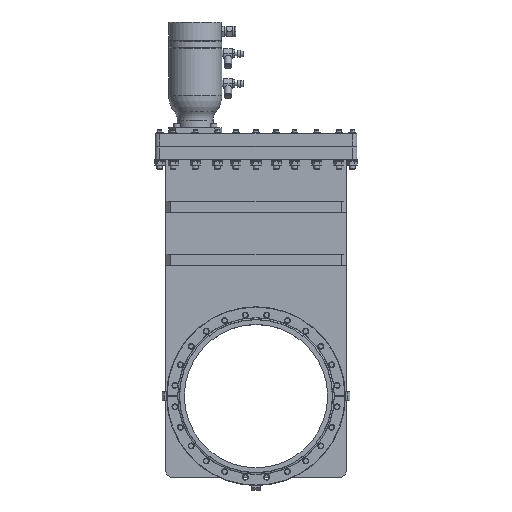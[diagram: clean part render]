
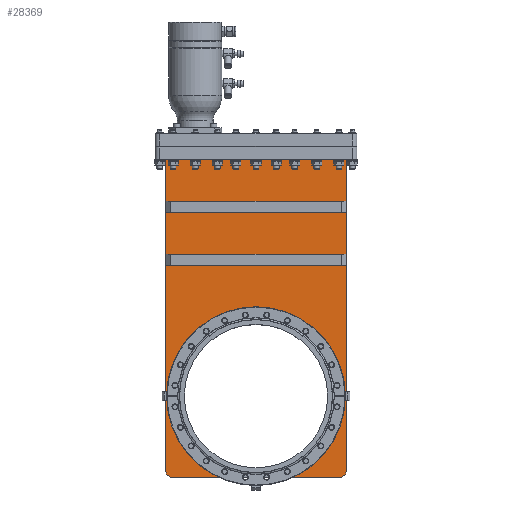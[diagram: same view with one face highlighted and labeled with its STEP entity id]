
A CAD part, top view. The second image highlights one B-rep face of the part: STEP entity #28369.
In plain terms, the highlighted planar face has unit normal (0, 0, 1).
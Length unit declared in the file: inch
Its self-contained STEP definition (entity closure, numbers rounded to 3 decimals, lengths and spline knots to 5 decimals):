
#889=CARTESIAN_POINT('',(4.655,-4.155,0.7025));
#890=DIRECTION('',(0.,0.,1.));
#891=DIRECTION('',(0.,-1.,0.));
#892=AXIS2_PLACEMENT_3D('',#889,#890,#891);
#3338=DIRECTION('',(-1.,0.,0.));
#3339=VECTOR('',#3338,2.64512);
#3340=CARTESIAN_POINT('',(4.655,-4.54,0.7025));
#3341=LINE('',#3340,#3339);
#3342=CARTESIAN_POINT('',(0.,0.,0.7025));
#3343=DIRECTION('',(0.,0.,-1.));
#3344=DIRECTION('',(0.,1.,0.));
#3345=AXIS2_PLACEMENT_3D('',#3342,#3343,#3344);
#3347=CARTESIAN_POINT('',(0.,0.,0.7025));
#3348=DIRECTION('',(0.,0.,1.));
#3349=DIRECTION('',(0.,1.,0.));
#3350=AXIS2_PLACEMENT_3D('',#3347,#3348,#3349);
#3352=DIRECTION('',(-1.,0.,0.));
#3353=VECTOR('',#3352,2.64512);
#3354=CARTESIAN_POINT('',(-2.00988,-4.54,0.7025));
#3355=LINE('',#3354,#3353);
#3356=DIRECTION('',(0.,-1.,0.));
#3357=VECTOR('',#3356,17.34);
#3358=CARTESIAN_POINT('',(-5.04,13.185,0.7025));
#3359=LINE('',#3358,#3357);
#3360=DIRECTION('',(1.,0.,0.));
#3361=VECTOR('',#3360,10.08);
#3362=CARTESIAN_POINT('',(-5.04,13.185,0.7025));
#3363=LINE('',#3362,#3361);
#3364=DIRECTION('',(0.,1.,0.));
#3365=VECTOR('',#3364,17.34);
#3366=CARTESIAN_POINT('',(5.04,-4.155,0.7025));
#3367=LINE('',#3366,#3365);
#3368=DIRECTION('',(1.,0.,0.));
#3369=VECTOR('',#3368,10.04);
#3370=CARTESIAN_POINT('',(-5.02,7.305,0.7025));
#3371=LINE('',#3370,#3369);
#3372=DIRECTION('',(0.,1.,0.));
#3373=VECTOR('',#3372,0.625);
#3374=CARTESIAN_POINT('',(5.02,7.305,0.7025));
#3375=LINE('',#3374,#3373);
#3376=DIRECTION('',(1.,0.,0.));
#3377=VECTOR('',#3376,10.04);
#3378=CARTESIAN_POINT('',(-5.02,7.93,0.7025));
#3379=LINE('',#3378,#3377);
#3380=DIRECTION('',(0.,-1.,0.));
#3381=VECTOR('',#3380,0.625);
#3382=CARTESIAN_POINT('',(-5.02,7.93,0.7025));
#3383=LINE('',#3382,#3381);
#3384=DIRECTION('',(1.,0.,0.));
#3385=VECTOR('',#3384,10.04);
#3386=CARTESIAN_POINT('',(-5.02,10.25,0.7025));
#3387=LINE('',#3386,#3385);
#3388=DIRECTION('',(0.,1.,0.));
#3389=VECTOR('',#3388,0.625);
#3390=CARTESIAN_POINT('',(5.02,10.25,0.7025));
#3391=LINE('',#3390,#3389);
#3392=DIRECTION('',(1.,0.,0.));
#3393=VECTOR('',#3392,10.04);
#3394=CARTESIAN_POINT('',(-5.02,10.875,0.7025));
#3395=LINE('',#3394,#3393);
#3396=DIRECTION('',(0.,-1.,0.));
#3397=VECTOR('',#3396,0.625);
#3398=CARTESIAN_POINT('',(-5.02,10.875,0.7025));
#3399=LINE('',#3398,#3397);
#3427=CARTESIAN_POINT('',(-4.655,-4.155,0.7025));
#3428=DIRECTION('',(0.,0.,1.));
#3429=DIRECTION('',(-1.,0.,0.));
#3430=AXIS2_PLACEMENT_3D('',#3427,#3428,#3429);
#19483=CARTESIAN_POINT('',(-5.04,13.185,0.7025));
#19484=CARTESIAN_POINT('',(5.04,13.185,0.7025));
#19485=VERTEX_POINT('',#19483);
#19486=VERTEX_POINT('',#19484);
#19503=CARTESIAN_POINT('',(4.655,-4.54,0.7025));
#19504=CARTESIAN_POINT('',(5.04,-4.155,0.7025));
#19505=VERTEX_POINT('',#19503);
#19506=VERTEX_POINT('',#19504);
#19511=CARTESIAN_POINT('',(-5.04,-4.155,0.7025));
#19512=CARTESIAN_POINT('',(-4.655,-4.54,0.7025));
#19513=VERTEX_POINT('',#19511);
#19514=VERTEX_POINT('',#19512);
#20621=CARTESIAN_POINT('',(2.00988,-4.54,0.7025));
#20623=VERTEX_POINT('',#20621);
#20625=CARTESIAN_POINT('',(-2.00988,-4.54,0.7025));
#20626=VERTEX_POINT('',#20625);
#20667=CARTESIAN_POINT('',(0.,4.965,0.7025));
#20668=VERTEX_POINT('',#20667);
#20669=CARTESIAN_POINT('',(-5.02,7.305,0.7025));
#20670=CARTESIAN_POINT('',(5.02,7.305,0.7025));
#20671=VERTEX_POINT('',#20669);
#20672=VERTEX_POINT('',#20670);
#20673=CARTESIAN_POINT('',(-5.02,7.93,0.7025));
#20674=CARTESIAN_POINT('',(5.02,7.93,0.7025));
#20675=VERTEX_POINT('',#20673);
#20676=VERTEX_POINT('',#20674);
#20677=CARTESIAN_POINT('',(-5.02,10.25,0.7025));
#20678=CARTESIAN_POINT('',(5.02,10.25,0.7025));
#20679=VERTEX_POINT('',#20677);
#20680=VERTEX_POINT('',#20678);
#20681=CARTESIAN_POINT('',(-5.02,10.875,0.7025));
#20682=CARTESIAN_POINT('',(5.02,10.875,0.7025));
#20683=VERTEX_POINT('',#20681);
#20684=VERTEX_POINT('',#20682);
#28332=CARTESIAN_POINT('',(0.,0.,0.7025));
#28333=DIRECTION('',(0.,0.,1.));
#28334=DIRECTION('',(1.,0.,0.));
#28335=AXIS2_PLACEMENT_3D('',#28332,#28333,#28334);
#28336=PLANE('',#28335);
#28337=ORIENTED_EDGE('',*,*,#24775,.T.);
#28338=ORIENTED_EDGE('',*,*,#28310,.F.);
#28339=ORIENTED_EDGE('',*,*,#28321,.T.);
#28340=ORIENTED_EDGE('',*,*,#24763,.T.);
#28342=ORIENTED_EDGE('',*,*,#28341,.F.);
#28343=ORIENTED_EDGE('',*,*,#24685,.F.);
#28344=ORIENTED_EDGE('',*,*,#24653,.T.);
#28345=ORIENTED_EDGE('',*,*,#24832,.F.);
#28346=ORIENTED_EDGE('',*,*,#24804,.F.);
#28347=EDGE_LOOP('',(#28337,#28338,#28339,#28340,#28342,#28343,#28344,#28345,
#28346));
#28348=FACE_OUTER_BOUND('',#28347,.F.);
#28350=ORIENTED_EDGE('',*,*,#28349,.T.);
#28352=ORIENTED_EDGE('',*,*,#28351,.T.);
#28354=ORIENTED_EDGE('',*,*,#28353,.F.);
#28356=ORIENTED_EDGE('',*,*,#28355,.T.);
#28357=EDGE_LOOP('',(#28350,#28352,#28354,#28356));
#28358=FACE_BOUND('',#28357,.F.);
#28360=ORIENTED_EDGE('',*,*,#28359,.T.);
#28362=ORIENTED_EDGE('',*,*,#28361,.T.);
#28364=ORIENTED_EDGE('',*,*,#28363,.F.);
#28366=ORIENTED_EDGE('',*,*,#28365,.T.);
#28367=EDGE_LOOP('',(#28360,#28362,#28364,#28366));
#28368=FACE_BOUND('',#28367,.F.);
#893=CIRCLE('',#892,0.385);
#3346=CIRCLE('',#3345,4.965);
#3351=CIRCLE('',#3350,4.965);
#3431=CIRCLE('',#3430,0.385);
#24653=EDGE_CURVE('',#19485,#19486,#3363,.T.);
#24685=EDGE_CURVE('',#19485,#19513,#3359,.T.);
#24763=EDGE_CURVE('',#20626,#19514,#3355,.T.);
#24775=EDGE_CURVE('',#19505,#20623,#3341,.T.);
#24804=EDGE_CURVE('',#19505,#19506,#893,.T.);
#24832=EDGE_CURVE('',#19506,#19486,#3367,.T.);
#28310=EDGE_CURVE('',#20668,#20623,#3346,.T.);
#28321=EDGE_CURVE('',#20668,#20626,#3351,.T.);
#28341=EDGE_CURVE('',#19513,#19514,#3431,.T.);
#28349=EDGE_CURVE('',#20671,#20672,#3371,.T.);
#28351=EDGE_CURVE('',#20672,#20676,#3375,.T.);
#28353=EDGE_CURVE('',#20675,#20676,#3379,.T.);
#28355=EDGE_CURVE('',#20675,#20671,#3383,.T.);
#28359=EDGE_CURVE('',#20679,#20680,#3387,.T.);
#28361=EDGE_CURVE('',#20680,#20684,#3391,.T.);
#28363=EDGE_CURVE('',#20683,#20684,#3395,.T.);
#28365=EDGE_CURVE('',#20683,#20679,#3399,.T.);
#28369=ADVANCED_FACE('',(#28348,#28358,#28368),#28336,.T.);
